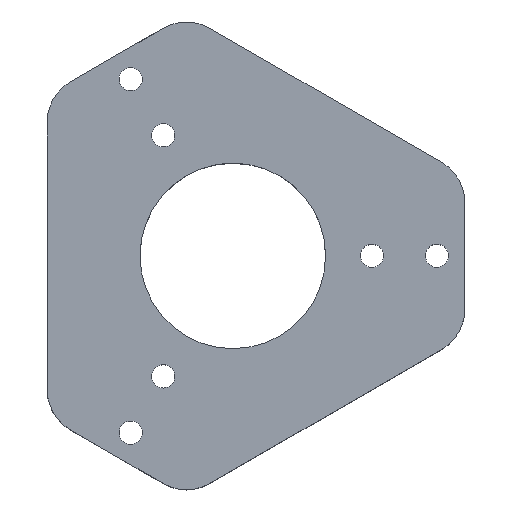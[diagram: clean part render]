
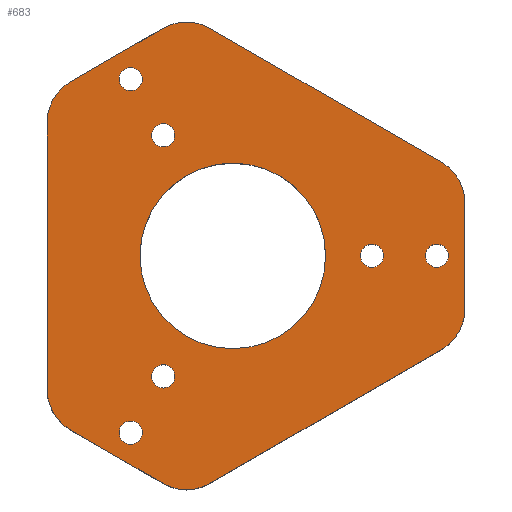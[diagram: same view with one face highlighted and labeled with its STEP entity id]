
A CAD part, top view. The second image highlights one B-rep face of the part: STEP entity #683.
In plain terms, the highlighted planar face has unit normal (0, 0, 1).
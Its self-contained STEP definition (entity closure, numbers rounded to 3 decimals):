
#30=FACE_BOUND('',#130,.T.);
#31=FACE_BOUND('',#131,.T.);
#32=FACE_BOUND('',#132,.T.);
#33=FACE_BOUND('',#133,.T.);
#34=FACE_BOUND('',#134,.T.);
#35=FACE_BOUND('',#135,.T.);
#36=FACE_BOUND('',#136,.T.);
#56=PLANE('',#758);
#89=FACE_OUTER_BOUND('',#129,.T.);
#129=EDGE_LOOP('',(#619,#620,#621,#622,#623,#624,#625,#626,#627,#628,#629,
#630));
#130=EDGE_LOOP('',(#631));
#131=EDGE_LOOP('',(#632));
#132=EDGE_LOOP('',(#633));
#133=EDGE_LOOP('',(#634));
#134=EDGE_LOOP('',(#635));
#135=EDGE_LOOP('',(#636));
#136=EDGE_LOOP('',(#637));
#158=LINE('',#1022,#225);
#163=LINE('',#1036,#230);
#169=LINE('',#1051,#236);
#171=LINE('',#1057,#238);
#202=LINE('',#1143,#269);
#203=LINE('',#1145,#270);
#225=VECTOR('',#814,10.);
#230=VECTOR('',#829,10.);
#236=VECTOR('',#845,10.);
#238=VECTOR('',#853,10.);
#269=VECTOR('',#946,10.);
#270=VECTOR('',#949,10.);
#271=CIRCLE('',#701,20.);
#273=CIRCLE('',#704,10.);
#280=CIRCLE('',#714,10.);
#281=CIRCLE('',#716,10.);
#282=CIRCLE('',#719,10.);
#283=CIRCLE('',#721,10.);
#284=CIRCLE('',#724,10.);
#286=CIRCLE('',#728,2.5);
#288=CIRCLE('',#731,2.5);
#290=CIRCLE('',#734,2.5);
#292=CIRCLE('',#737,2.5);
#294=CIRCLE('',#748,2.5);
#296=CIRCLE('',#751,2.5);
#297=VERTEX_POINT('',#960);
#299=VERTEX_POINT('',#966);
#300=VERTEX_POINT('',#967);
#325=VERTEX_POINT('',#1021);
#326=VERTEX_POINT('',#1025);
#327=VERTEX_POINT('',#1029);
#328=VERTEX_POINT('',#1030);
#329=VERTEX_POINT('',#1035);
#330=VERTEX_POINT('',#1039);
#331=VERTEX_POINT('',#1043);
#332=VERTEX_POINT('',#1044);
#333=VERTEX_POINT('',#1049);
#334=VERTEX_POINT('',#1053);
#338=VERTEX_POINT('',#1066);
#340=VERTEX_POINT('',#1072);
#342=VERTEX_POINT('',#1078);
#344=VERTEX_POINT('',#1084);
#352=VERTEX_POINT('',#1117);
#354=VERTEX_POINT('',#1123);
#359=EDGE_CURVE('',#297,#297,#271,.T.);
#362=EDGE_CURVE('',#299,#300,#273,.T.);
#389=EDGE_CURVE('',#325,#300,#158,.T.);
#391=EDGE_CURVE('',#325,#326,#280,.T.);
#393=EDGE_CURVE('',#327,#328,#281,.T.);
#396=EDGE_CURVE('',#329,#328,#163,.T.);
#398=EDGE_CURVE('',#329,#330,#282,.T.);
#400=EDGE_CURVE('',#331,#332,#283,.T.);
#404=EDGE_CURVE('',#331,#333,#169,.T.);
#406=EDGE_CURVE('',#334,#333,#284,.T.);
#407=EDGE_CURVE('',#334,#330,#171,.T.);
#413=EDGE_CURVE('',#338,#338,#286,.T.);
#416=EDGE_CURVE('',#340,#340,#288,.T.);
#419=EDGE_CURVE('',#342,#342,#290,.T.);
#422=EDGE_CURVE('',#344,#344,#292,.T.);
#438=EDGE_CURVE('',#352,#352,#294,.T.);
#441=EDGE_CURVE('',#354,#354,#296,.T.);
#450=EDGE_CURVE('',#299,#332,#202,.T.);
#451=EDGE_CURVE('',#327,#326,#203,.T.);
#619=ORIENTED_EDGE('',*,*,#362,.F.);
#620=ORIENTED_EDGE('',*,*,#450,.T.);
#621=ORIENTED_EDGE('',*,*,#400,.F.);
#622=ORIENTED_EDGE('',*,*,#404,.T.);
#623=ORIENTED_EDGE('',*,*,#406,.F.);
#624=ORIENTED_EDGE('',*,*,#407,.T.);
#625=ORIENTED_EDGE('',*,*,#398,.F.);
#626=ORIENTED_EDGE('',*,*,#396,.T.);
#627=ORIENTED_EDGE('',*,*,#393,.F.);
#628=ORIENTED_EDGE('',*,*,#451,.T.);
#629=ORIENTED_EDGE('',*,*,#391,.F.);
#630=ORIENTED_EDGE('',*,*,#389,.T.);
#631=ORIENTED_EDGE('',*,*,#359,.T.);
#632=ORIENTED_EDGE('',*,*,#413,.T.);
#633=ORIENTED_EDGE('',*,*,#416,.T.);
#634=ORIENTED_EDGE('',*,*,#419,.T.);
#635=ORIENTED_EDGE('',*,*,#422,.T.);
#636=ORIENTED_EDGE('',*,*,#438,.T.);
#637=ORIENTED_EDGE('',*,*,#441,.T.);
#683=ADVANCED_FACE('',(#89,#30,#31,#32,#33,#34,#35,#36),#56,.T.);
#701=AXIS2_PLACEMENT_3D('',#961,#769,#770);
#704=AXIS2_PLACEMENT_3D('',#968,#776,#777);
#714=AXIS2_PLACEMENT_3D('',#1026,#818,#819);
#716=AXIS2_PLACEMENT_3D('',#1031,#823,#824);
#719=AXIS2_PLACEMENT_3D('',#1040,#833,#834);
#721=AXIS2_PLACEMENT_3D('',#1045,#838,#839);
#724=AXIS2_PLACEMENT_3D('',#1055,#849,#850);
#728=AXIS2_PLACEMENT_3D('',#1068,#862,#863);
#731=AXIS2_PLACEMENT_3D('',#1074,#869,#870);
#734=AXIS2_PLACEMENT_3D('',#1080,#876,#877);
#737=AXIS2_PLACEMENT_3D('',#1086,#883,#884);
#748=AXIS2_PLACEMENT_3D('',#1119,#919,#920);
#751=AXIS2_PLACEMENT_3D('',#1125,#926,#927);
#758=AXIS2_PLACEMENT_3D('',#1146,#950,#951);
#769=DIRECTION('center_axis',(0.,0.,-1.));
#770=DIRECTION('ref_axis',(-1.,0.,0.));
#776=DIRECTION('center_axis',(0.,0.,-1.));
#777=DIRECTION('ref_axis',(0.,1.,0.));
#814=DIRECTION('',(-0.866,0.5,0.));
#818=DIRECTION('center_axis',(0.,0.,-1.));
#819=DIRECTION('ref_axis',(0.866,0.5,0.));
#823=DIRECTION('center_axis',(0.,0.,-1.));
#824=DIRECTION('ref_axis',(0.866,-0.5,0.));
#829=DIRECTION('',(0.866,0.5,0.));
#833=DIRECTION('center_axis',(0.,0.,-1.));
#834=DIRECTION('ref_axis',(0.,-1.,0.));
#838=DIRECTION('center_axis',(0.,0.,-1.));
#839=DIRECTION('ref_axis',(-0.866,0.5,0.));
#845=DIRECTION('',(0.,-1.,0.));
#849=DIRECTION('center_axis',(0.,0.,-1.));
#850=DIRECTION('ref_axis',(-0.866,-0.5,0.));
#853=DIRECTION('',(0.866,-0.5,0.));
#862=DIRECTION('center_axis',(0.,0.,-1.));
#863=DIRECTION('ref_axis',(-0.5,-0.866,0.));
#869=DIRECTION('center_axis',(0.,0.,-1.));
#870=DIRECTION('ref_axis',(-0.5,-0.866,0.));
#876=DIRECTION('center_axis',(0.,0.,-1.));
#877=DIRECTION('ref_axis',(-0.5,0.866,0.));
#883=DIRECTION('center_axis',(0.,0.,-1.));
#884=DIRECTION('ref_axis',(-0.5,0.866,0.));
#919=DIRECTION('center_axis',(0.,0.,-1.));
#920=DIRECTION('ref_axis',(1.,0.,0.));
#926=DIRECTION('center_axis',(0.,0.,-1.));
#927=DIRECTION('ref_axis',(1.,0.,0.));
#946=DIRECTION('',(-0.866,-0.5,0.));
#949=DIRECTION('',(0.,1.,0.));
#950=DIRECTION('center_axis',(0.,0.,1.));
#951=DIRECTION('ref_axis',(1.,0.,0.));
#960=CARTESIAN_POINT('',(20.,0.,15.));
#961=CARTESIAN_POINT('Origin',(0.,0.,15.));
#966=CARTESIAN_POINT('',(-15.,49.075,15.));
#967=CARTESIAN_POINT('',(-5.,49.075,15.));
#968=CARTESIAN_POINT('Origin',(-10.,40.415,15.));
#1021=CARTESIAN_POINT('',(45.,20.207,15.));
#1022=CARTESIAN_POINT('',(80.,0.,15.));
#1025=CARTESIAN_POINT('',(50.,11.547,15.));
#1026=CARTESIAN_POINT('Origin',(40.,11.547,15.));
#1029=CARTESIAN_POINT('',(50.,-11.547,15.));
#1030=CARTESIAN_POINT('',(45.,-20.207,15.));
#1031=CARTESIAN_POINT('Origin',(40.,-11.547,15.));
#1035=CARTESIAN_POINT('',(-5.,-49.075,15.));
#1036=CARTESIAN_POINT('',(-40.,-69.282,15.));
#1039=CARTESIAN_POINT('',(-15.,-49.075,15.));
#1040=CARTESIAN_POINT('Origin',(-10.,-40.415,15.));
#1043=CARTESIAN_POINT('',(-40.,28.868,15.));
#1044=CARTESIAN_POINT('',(-35.,37.528,15.));
#1045=CARTESIAN_POINT('Origin',(-30.,28.868,15.));
#1049=CARTESIAN_POINT('',(-40.,-28.868,15.));
#1051=CARTESIAN_POINT('',(-40.,69.282,15.));
#1053=CARTESIAN_POINT('',(-35.,-37.528,15.));
#1055=CARTESIAN_POINT('Origin',(-30.,-28.868,15.));
#1057=CARTESIAN_POINT('',(-40.,-34.641,15.));
#1066=CARTESIAN_POINT('',(-13.75,-23.816,15.));
#1068=CARTESIAN_POINT('Origin',(-15.,-25.981,15.));
#1072=CARTESIAN_POINT('',(-20.75,-35.94,15.));
#1074=CARTESIAN_POINT('Origin',(-22.,-38.105,15.));
#1078=CARTESIAN_POINT('',(-13.75,23.816,15.));
#1080=CARTESIAN_POINT('Origin',(-15.,25.981,15.));
#1084=CARTESIAN_POINT('',(-20.75,35.94,15.));
#1086=CARTESIAN_POINT('Origin',(-22.,38.105,15.));
#1117=CARTESIAN_POINT('',(41.5,0.,15.));
#1119=CARTESIAN_POINT('Origin',(44.,0.,15.));
#1123=CARTESIAN_POINT('',(27.5,0.,15.));
#1125=CARTESIAN_POINT('Origin',(30.,0.,15.));
#1143=CARTESIAN_POINT('',(-10.,51.962,15.));
#1145=CARTESIAN_POINT('',(50.,-17.321,15.));
#1146=CARTESIAN_POINT('Origin',(5.,0.,15.));
